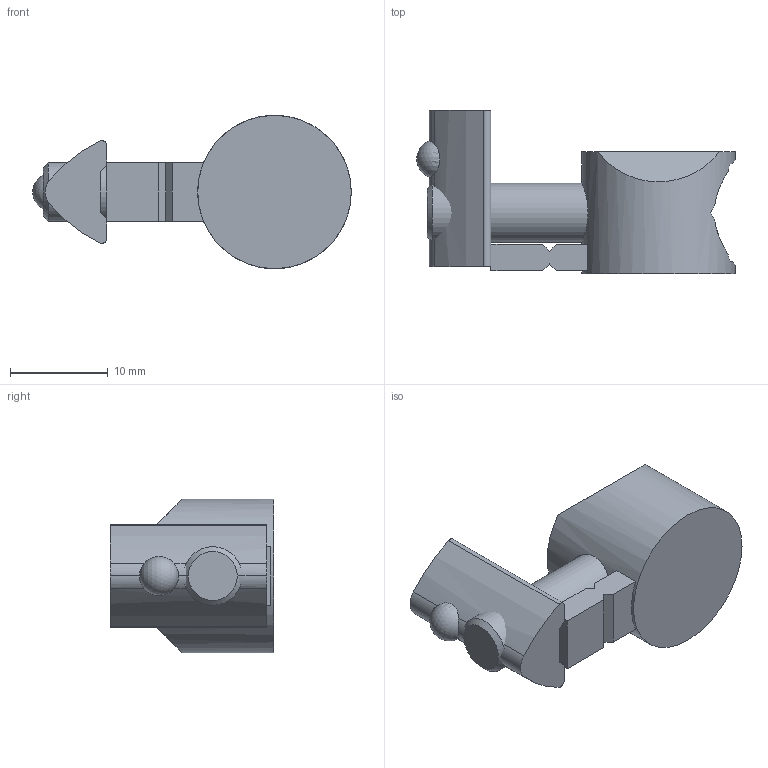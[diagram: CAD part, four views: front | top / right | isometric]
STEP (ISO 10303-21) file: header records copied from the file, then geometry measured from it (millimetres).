
FILE_DESCRIPTION(/* description */ ('STEP AP214'),/* implementation_level */ '2;1');
FILE_NAME(/* name */ '099A0630S01',/* time_stamp */ '2025-01-22T10:00:24+01:00',/* author */ ('License CC BY-ND 4.0'),/* organization */ ('CADENAS'),/* preprocessor_version */ 'ST-DEVELOPER v19.3',/* originating_system */ 'PARTsolutions',/* authorisation */ ' ');
FILE_SCHEMA (('AUTOMOTIVE_DESIGN {1 0 10303 214 3 1 1}'));
Length unit declared in the file: millimetre
Products named in the file (4): 099A0630S01; 099A0630S01-1; 099A0630S01-Screw; 099A0630S01-T-slot nut
Assembly tree (3 placements, depth 2):
  099A0630S01
    099A0630S01-1
    099A0630S01-Screw
    099A0630S01-T-slot nut
Bounding box: 32.59 x 16.75 x 15.7 mm (x, y, z)
Volume: 2797.2 mm3; surface area: 2720.9 mm2
Topology: 3 solids, 3 shells, 80 faces, 216 edges, 141 vertices
Faces by surface type: plane 51, cylinder 22, torus 3, cone 3, sphere 1
Full cylindrical faces by diameter (mm): 4.917 x1, 6 x1, 6.2 x1, 15.7 x1
Entity records: 2556 total; most frequent: CARTESIAN_POINT 511, DIRECTION 405, ORIENTED_EDGE 396, EDGE_CURVE 198, AXIS2_PLACEMENT_3D 146, VERTEX_POINT 136, LINE 113, VECTOR 113
